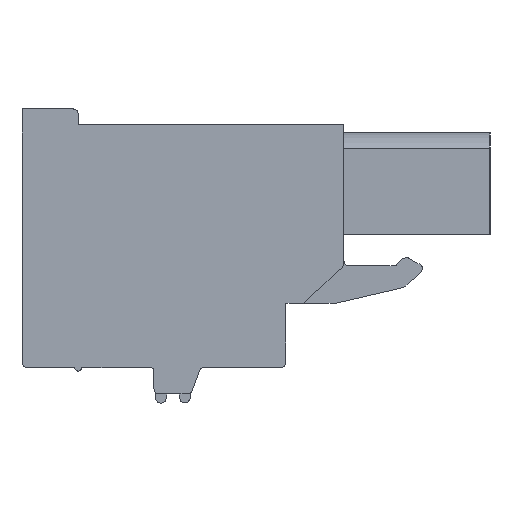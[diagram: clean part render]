
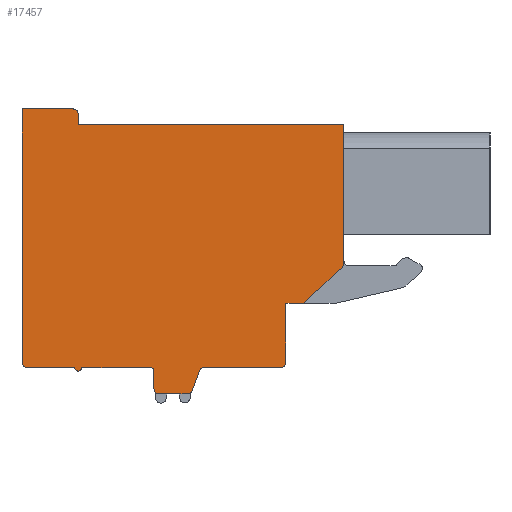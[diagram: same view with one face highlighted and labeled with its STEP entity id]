
A CAD part, left-side view. The second image highlights one B-rep face of the part: STEP entity #17457.
In plain terms, the highlighted planar face has unit normal (-1, 0, 0).
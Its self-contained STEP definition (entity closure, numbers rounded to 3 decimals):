
#678=DIRECTION('',(0.,0.,1.));
#679=VECTOR('',#678,7.87);
#680=CARTESIAN_POINT('',(-81.9,-5.66,-0.91));
#681=LINE('',#680,#679);
#3160=CARTESIAN_POINT('',(-81.9,-5.36,-0.91));
#3161=DIRECTION('',(1.,0.,0.));
#3162=DIRECTION('',(0.,-1.,0.));
#3163=AXIS2_PLACEMENT_3D('',#3160,#3161,#3162);
#3165=DIRECTION('',(0.,0.731,-0.683));
#3166=VECTOR('',#3165,3.018);
#3167=CARTESIAN_POINT('',(-81.9,-5.565,-1.129));
#3168=LINE('',#3167,#3166);
#3169=DIRECTION('',(0.,1.,0.));
#3170=VECTOR('',#3169,1.);
#3171=CARTESIAN_POINT('',(-81.9,-3.36,-3.19));
#3172=LINE('',#3171,#3170);
#3173=DIRECTION('',(0.,0.,-1.));
#3174=VECTOR('',#3173,3.35);
#3175=CARTESIAN_POINT('',(-81.9,-2.36,-3.19));
#3176=LINE('',#3175,#3174);
#3177=CARTESIAN_POINT('',(-81.9,-2.06,-6.54));
#3178=DIRECTION('',(1.,0.,0.));
#3179=DIRECTION('',(0.,-1.,0.));
#3180=AXIS2_PLACEMENT_3D('',#3177,#3178,#3179);
#3182=DIRECTION('',(0.,1.,0.));
#3183=VECTOR('',#3182,4.34);
#3184=CARTESIAN_POINT('',(-81.9,-2.06,-6.84));
#3185=LINE('',#3184,#3183);
#3186=CARTESIAN_POINT('',(-81.9,2.28,-7.14));
#3187=DIRECTION('',(-1.,0.,0.));
#3188=DIRECTION('',(0.,0.,1.));
#3189=AXIS2_PLACEMENT_3D('',#3186,#3187,#3188);
#3191=DIRECTION('',(0.,0.345,-0.939));
#3192=VECTOR('',#3191,1.179);
#3193=CARTESIAN_POINT('',(-81.9,2.562,-7.037));
#3194=LINE('',#3193,#3192);
#3195=CARTESIAN_POINT('',(-81.9,3.25,-8.04));
#3196=DIRECTION('',(1.,0.,0.));
#3197=DIRECTION('',(0.,-0.939,-0.345));
#3198=AXIS2_PLACEMENT_3D('',#3195,#3196,#3197);
#3200=DIRECTION('',(0.,1.,0.));
#3201=VECTOR('',#3200,1.59);
#3202=CARTESIAN_POINT('',(-81.9,3.25,-8.34));
#3203=LINE('',#3202,#3201);
#3204=CARTESIAN_POINT('',(-81.9,4.84,-8.04));
#3205=DIRECTION('',(1.,0.,0.));
#3206=DIRECTION('',(0.,0.,-1.));
#3207=AXIS2_PLACEMENT_3D('',#3204,#3205,#3206);
#3209=DIRECTION('',(0.,0.,1.));
#3210=VECTOR('',#3209,1.);
#3211=CARTESIAN_POINT('',(-81.9,5.14,-8.04));
#3212=LINE('',#3211,#3210);
#3213=CARTESIAN_POINT('',(-81.9,5.34,-7.04));
#3214=DIRECTION('',(-1.,0.,0.));
#3215=DIRECTION('',(0.,-1.,0.));
#3216=AXIS2_PLACEMENT_3D('',#3213,#3214,#3215);
#3218=DIRECTION('',(0.,1.,0.));
#3219=VECTOR('',#3218,3.9);
#3220=CARTESIAN_POINT('',(-81.9,5.34,-6.84));
#3221=LINE('',#3220,#3219);
#3222=CARTESIAN_POINT('',(-81.9,9.44,-6.84));
#3223=DIRECTION('',(1.,0.,0.));
#3224=DIRECTION('',(0.,-1.,0.));
#3225=AXIS2_PLACEMENT_3D('',#3222,#3223,#3224);
#3227=DIRECTION('',(0.,1.,0.));
#3228=VECTOR('',#3227,2.7);
#3229=CARTESIAN_POINT('',(-81.9,9.64,-6.84));
#3230=LINE('',#3229,#3228);
#3231=CARTESIAN_POINT('',(-81.9,12.34,-6.54));
#3232=DIRECTION('',(1.,0.,0.));
#3233=DIRECTION('',(0.,0.,-1.));
#3234=AXIS2_PLACEMENT_3D('',#3231,#3232,#3233);
#3236=DIRECTION('',(0.,0.,1.));
#3237=VECTOR('',#3236,14.4);
#3238=CARTESIAN_POINT('',(-81.9,12.64,-6.54));
#3239=LINE('',#3238,#3237);
#3240=DIRECTION('',(0.,-1.,0.));
#3241=VECTOR('',#3240,2.9);
#3242=CARTESIAN_POINT('',(-81.9,12.64,7.86));
#3243=LINE('',#3242,#3241);
#3244=CARTESIAN_POINT('',(-81.9,9.74,7.56));
#3245=DIRECTION('',(1.,0.,0.));
#3246=DIRECTION('',(0.,0.,1.));
#3247=AXIS2_PLACEMENT_3D('',#3244,#3245,#3246);
#3249=DIRECTION('',(0.,0.,-1.));
#3250=VECTOR('',#3249,0.6);
#3251=CARTESIAN_POINT('',(-81.9,9.44,7.56));
#3252=LINE('',#3251,#3250);
#3253=DIRECTION('',(0.,-1.,0.));
#3254=VECTOR('',#3253,15.1);
#3255=CARTESIAN_POINT('',(-81.9,9.44,6.96));
#3256=LINE('',#3255,#3254);
#9953=CARTESIAN_POINT('',(-81.9,9.44,6.96));
#9954=CARTESIAN_POINT('',(-81.9,-5.66,6.96));
#9955=VERTEX_POINT('',#9953);
#9956=VERTEX_POINT('',#9954);
#9957=CARTESIAN_POINT('',(-81.9,-5.66,-0.91));
#9958=CARTESIAN_POINT('',(-81.9,-5.565,-1.129));
#9959=VERTEX_POINT('',#9957);
#9960=VERTEX_POINT('',#9958);
#9961=CARTESIAN_POINT('',(-81.9,-3.36,-3.19));
#9962=VERTEX_POINT('',#9961);
#9963=CARTESIAN_POINT('',(-81.9,-2.36,-3.19));
#9964=VERTEX_POINT('',#9963);
#9965=CARTESIAN_POINT('',(-81.9,-2.36,-6.54));
#9966=VERTEX_POINT('',#9965);
#9967=CARTESIAN_POINT('',(-81.9,-2.06,-6.84));
#9968=VERTEX_POINT('',#9967);
#9969=CARTESIAN_POINT('',(-81.9,2.28,-6.84));
#9970=VERTEX_POINT('',#9969);
#9971=CARTESIAN_POINT('',(-81.9,2.562,-7.037));
#9972=VERTEX_POINT('',#9971);
#9973=CARTESIAN_POINT('',(-81.9,2.968,-8.143));
#9974=VERTEX_POINT('',#9973);
#9975=CARTESIAN_POINT('',(-81.9,3.25,-8.34));
#9976=VERTEX_POINT('',#9975);
#9977=CARTESIAN_POINT('',(-81.9,4.84,-8.34));
#9978=VERTEX_POINT('',#9977);
#9979=CARTESIAN_POINT('',(-81.9,5.14,-8.04));
#9980=VERTEX_POINT('',#9979);
#9981=CARTESIAN_POINT('',(-81.9,5.14,-7.04));
#9982=VERTEX_POINT('',#9981);
#9983=CARTESIAN_POINT('',(-81.9,5.34,-6.84));
#9984=VERTEX_POINT('',#9983);
#9985=CARTESIAN_POINT('',(-81.9,9.24,-6.84));
#9986=VERTEX_POINT('',#9985);
#9987=CARTESIAN_POINT('',(-81.9,9.64,-6.84));
#9988=VERTEX_POINT('',#9987);
#9989=CARTESIAN_POINT('',(-81.9,12.34,-6.84));
#9990=VERTEX_POINT('',#9989);
#9991=CARTESIAN_POINT('',(-81.9,12.64,-6.54));
#9992=VERTEX_POINT('',#9991);
#9993=CARTESIAN_POINT('',(-81.9,12.64,7.86));
#9994=VERTEX_POINT('',#9993);
#9995=CARTESIAN_POINT('',(-81.9,9.74,7.86));
#9996=VERTEX_POINT('',#9995);
#9997=CARTESIAN_POINT('',(-81.9,9.44,7.56));
#9998=VERTEX_POINT('',#9997);
#17408=CARTESIAN_POINT('',(-81.9,0.,0.));
#17409=DIRECTION('',(1.,0.,0.));
#17410=DIRECTION('',(0.,-1.,0.));
#17411=AXIS2_PLACEMENT_3D('',#17408,#17409,#17410);
#17412=PLANE('',#17411);
#17413=ORIENTED_EDGE('',*,*,#13078,.F.);
#17414=ORIENTED_EDGE('',*,*,#17388,.T.);
#17415=ORIENTED_EDGE('',*,*,#17314,.T.);
#17416=ORIENTED_EDGE('',*,*,#17288,.T.);
#17418=ORIENTED_EDGE('',*,*,#17417,.T.);
#17420=ORIENTED_EDGE('',*,*,#17419,.T.);
#17422=ORIENTED_EDGE('',*,*,#17421,.T.);
#17424=ORIENTED_EDGE('',*,*,#17423,.T.);
#17426=ORIENTED_EDGE('',*,*,#17425,.T.);
#17428=ORIENTED_EDGE('',*,*,#17427,.T.);
#17430=ORIENTED_EDGE('',*,*,#17429,.T.);
#17432=ORIENTED_EDGE('',*,*,#17431,.T.);
#17434=ORIENTED_EDGE('',*,*,#17433,.T.);
#17436=ORIENTED_EDGE('',*,*,#17435,.T.);
#17438=ORIENTED_EDGE('',*,*,#17437,.T.);
#17440=ORIENTED_EDGE('',*,*,#17439,.T.);
#17442=ORIENTED_EDGE('',*,*,#17441,.T.);
#17444=ORIENTED_EDGE('',*,*,#17443,.T.);
#17446=ORIENTED_EDGE('',*,*,#17445,.T.);
#17448=ORIENTED_EDGE('',*,*,#17447,.T.);
#17450=ORIENTED_EDGE('',*,*,#17449,.T.);
#17452=ORIENTED_EDGE('',*,*,#17451,.T.);
#17454=ORIENTED_EDGE('',*,*,#17453,.T.);
#17455=EDGE_LOOP('',(#17413,#17414,#17415,#17416,#17418,#17420,#17422,#17424,
#17426,#17428,#17430,#17432,#17434,#17436,#17438,#17440,#17442,#17444,#17446,
#17448,#17450,#17452,#17454));
#17456=FACE_OUTER_BOUND('',#17455,.F.);
#17457=ADVANCED_FACE('',(#17456),#17412,.F.);
#3164=CIRCLE('',#3163,0.3);
#3181=CIRCLE('',#3180,0.3);
#3190=CIRCLE('',#3189,0.3);
#3199=CIRCLE('',#3198,0.3);
#3208=CIRCLE('',#3207,0.3);
#3217=CIRCLE('',#3216,0.2);
#3226=CIRCLE('',#3225,0.2);
#3235=CIRCLE('',#3234,0.3);
#3248=CIRCLE('',#3247,0.3);
#13078=EDGE_CURVE('',#9959,#9956,#681,.T.);
#17288=EDGE_CURVE('',#9962,#9964,#3172,.T.);
#17314=EDGE_CURVE('',#9960,#9962,#3168,.T.);
#17388=EDGE_CURVE('',#9959,#9960,#3164,.T.);
#17417=EDGE_CURVE('',#9964,#9966,#3176,.T.);
#17419=EDGE_CURVE('',#9966,#9968,#3181,.T.);
#17421=EDGE_CURVE('',#9968,#9970,#3185,.T.);
#17423=EDGE_CURVE('',#9970,#9972,#3190,.T.);
#17425=EDGE_CURVE('',#9972,#9974,#3194,.T.);
#17427=EDGE_CURVE('',#9974,#9976,#3199,.T.);
#17429=EDGE_CURVE('',#9976,#9978,#3203,.T.);
#17431=EDGE_CURVE('',#9978,#9980,#3208,.T.);
#17433=EDGE_CURVE('',#9980,#9982,#3212,.T.);
#17435=EDGE_CURVE('',#9982,#9984,#3217,.T.);
#17437=EDGE_CURVE('',#9984,#9986,#3221,.T.);
#17439=EDGE_CURVE('',#9986,#9988,#3226,.T.);
#17441=EDGE_CURVE('',#9988,#9990,#3230,.T.);
#17443=EDGE_CURVE('',#9990,#9992,#3235,.T.);
#17445=EDGE_CURVE('',#9992,#9994,#3239,.T.);
#17447=EDGE_CURVE('',#9994,#9996,#3243,.T.);
#17449=EDGE_CURVE('',#9996,#9998,#3248,.T.);
#17451=EDGE_CURVE('',#9998,#9955,#3252,.T.);
#17453=EDGE_CURVE('',#9955,#9956,#3256,.T.);
